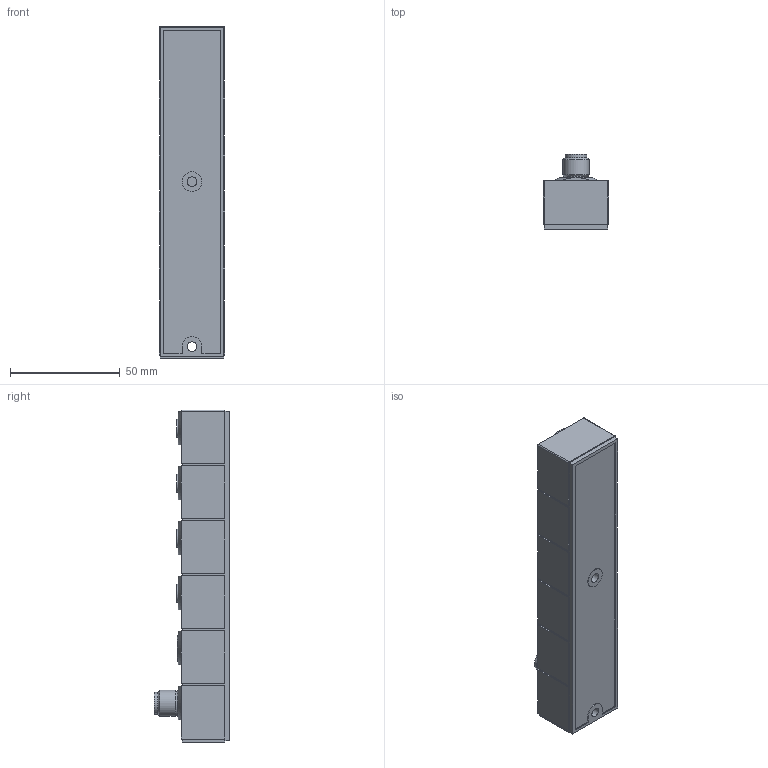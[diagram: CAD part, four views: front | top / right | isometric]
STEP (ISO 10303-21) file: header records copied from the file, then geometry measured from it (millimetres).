
FILE_DESCRIPTION(/* description */ ('STEP AP214'),/* implementation_level */ '2;1');
FILE_NAME(/* name */ '542125_ASI-4DI3DO-M12X2-5POL-Z',/* time_stamp */ '2024-08-05T14:40:59+02:00',/* author */ ('License CC BY-ND 4.0'),/* organization */ ('CADENAS'),/* preprocessor_version */ 'ST-DEVELOPER v19.3',/* originating_system */ 'PARTsolutions',/* authorisation */ ' ');
FILE_SCHEMA (('AUTOMOTIVE_DESIGN {1 0 10303 214 3 1 1}'));
Length unit declared in the file: millimetre
Products named in the file (2): 542125 ASI-4DI3DO-M12X2-5POL-Z; 542125 ASI-4DI3DO-M12X2-5POL-Z_M
Assembly tree (1 placements, depth 2):
  542125 ASI-4DI3DO-M12X2-5POL-Z
    542125 ASI-4DI3DO-M12X2-5POL-Z_M
Bounding box: 30 x 34.3 x 151 mm (x, y, z)
Volume: 97276.9 mm3; surface area: 21559.7 mm2
Topology: 1 solids, 1 shells, 211 faces, 499 edges, 338 vertices
Faces by surface type: plane 144, cylinder 53, cone 8, sphere 6
Full cylindrical faces by diameter (mm): 1.1 x25, 4.3 x1, 4.5 x1, 5.72 x1, 8.48 x1, 9 x2, 9.853 x1, 11.15 x4, 12 x1, 12.4 x4
Entity records: 5598 total; most frequent: DIRECTION 981, CARTESIAN_POINT 932, ORIENTED_EDGE 826, EDGE_CURVE 413, AXIS2_PLACEMENT_3D 355, EDGE_LOOP 315, FACE_BOUND 315, VERTEX_POINT 306
